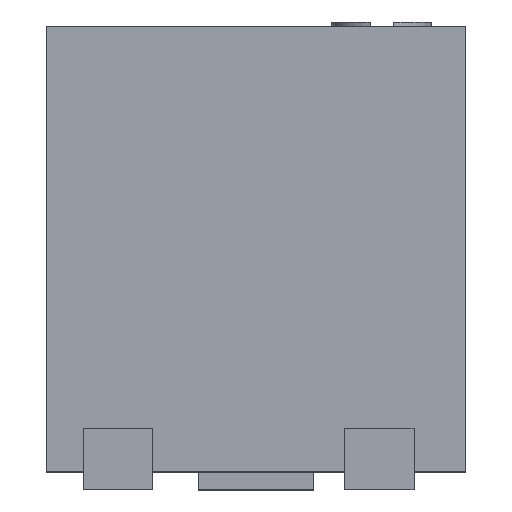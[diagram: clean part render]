
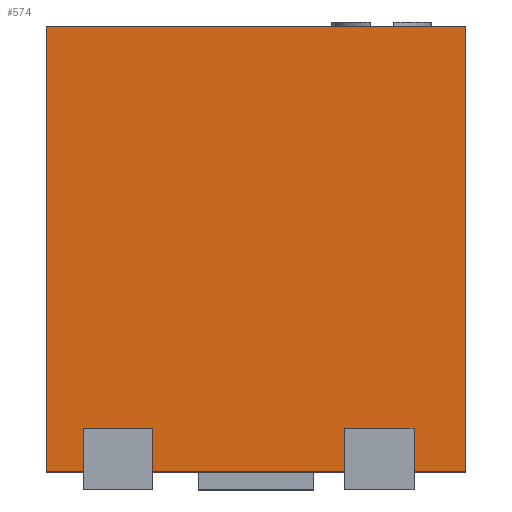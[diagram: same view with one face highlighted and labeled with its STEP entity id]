
A CAD part, top view. The second image highlights one B-rep face of the part: STEP entity #574.
In plain terms, the highlighted planar face has unit normal (0, 0, 1).
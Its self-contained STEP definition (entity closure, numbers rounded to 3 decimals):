
#24 = VERTEX_POINT ( 'NONE', #1413 ) ;
#29 = DIRECTION ( 'NONE',  ( 0., 1., 0. ) ) ;
#34 = ORIENTED_EDGE ( 'NONE', *, *, #318, .T. ) ;
#37 = VECTOR ( 'NONE', #838, 1000. ) ;
#47 = DIRECTION ( 'NONE',  ( 0., -1., 0. ) ) ;
#55 = EDGE_CURVE ( 'NONE', #24, #495, #291, .T. ) ;
#76 = VERTEX_POINT ( 'NONE', #645 ) ;
#85 = LINE ( 'NONE', #1489, #1444 ) ;
#90 = VERTEX_POINT ( 'NONE', #168 ) ;
#95 = VECTOR ( 'NONE', #1385, 1000. ) ;
#108 = VERTEX_POINT ( 'NONE', #1106 ) ;
#112 = ORIENTED_EDGE ( 'NONE', *, *, #523, .F. ) ;
#154 = CARTESIAN_POINT ( 'NONE',  ( -1.973, 0., 1.75 ) ) ;
#158 = LINE ( 'NONE', #1083, #555 ) ;
#161 = LINE ( 'NONE', #391, #1064 ) ;
#168 = CARTESIAN_POINT ( 'NONE',  ( 1.807, -2.05, 1.75 ) ) ;
#173 = CARTESIAN_POINT ( 'NONE',  ( -2.4, 2.55, 1.75 ) ) ;
#183 = CARTESIAN_POINT ( 'NONE',  ( -2.4, -2.55, 1.75 ) ) ;
#205 = LINE ( 'NONE', #1130, #1161 ) ;
#210 = EDGE_CURVE ( 'NONE', #1403, #763, #205, .T. ) ;
#220 = EDGE_CURVE ( 'NONE', #1047, #1403, #161, .T. ) ;
#227 = DIRECTION ( 'NONE',  ( -1., 0., 0. ) ) ;
#236 = CARTESIAN_POINT ( 'NONE',  ( 0., 0., 1.75 ) ) ;
#241 = CARTESIAN_POINT ( 'NONE',  ( -1.182, -2.55, 1.75 ) ) ;
#277 = VERTEX_POINT ( 'NONE', #183 ) ;
#291 = LINE ( 'NONE', #653, #878 ) ;
#318 = EDGE_CURVE ( 'NONE', #590, #108, #479, .T. ) ;
#379 = DIRECTION ( 'NONE',  ( 1., 0., 0. ) ) ;
#381 = EDGE_CURVE ( 'NONE', #1047, #90, #846, .T. ) ;
#391 = CARTESIAN_POINT ( 'NONE',  ( -2.4, -2.55, 1.75 ) ) ;
#401 = VECTOR ( 'NONE', #47, 1000. ) ;
#460 = DIRECTION ( 'NONE',  ( 1., 0., 0. ) ) ;
#472 = EDGE_CURVE ( 'NONE', #90, #719, #85, .T. ) ;
#473 = CARTESIAN_POINT ( 'NONE',  ( -2.4, -2.55, 1.75 ) ) ;
#479 = LINE ( 'NONE', #473, #1076 ) ;
#495 = VERTEX_POINT ( 'NONE', #1463 ) ;
#508 = DIRECTION ( 'NONE',  ( 0., -1., 0. ) ) ;
#517 = CARTESIAN_POINT ( 'NONE',  ( -2.4, 2.55, 1.75 ) ) ;
#523 = EDGE_CURVE ( 'NONE', #590, #24, #925, .T. ) ;
#537 = VECTOR ( 'NONE', #508, 1000. ) ;
#555 = VECTOR ( 'NONE', #1332, 1000. ) ;
#574 = ADVANCED_FACE ( 'NONE', ( #1409 ), #686, .T. ) ;
#590 = VERTEX_POINT ( 'NONE', #241 ) ;
#600 = CARTESIAN_POINT ( 'NONE',  ( -1.182, 0., 1.75 ) ) ;
#612 = CARTESIAN_POINT ( 'NONE',  ( 1.807, 0., 1.75 ) ) ;
#621 = CARTESIAN_POINT ( 'NONE',  ( 1.016, -2.05, 1.75 ) ) ;
#628 = CARTESIAN_POINT ( 'NONE',  ( -2.4, -2.55, 1.75 ) ) ;
#642 = ORIENTED_EDGE ( 'NONE', *, *, #381, .F. ) ;
#645 = CARTESIAN_POINT ( 'NONE',  ( -1.973, -2.55, 1.75 ) ) ;
#653 = CARTESIAN_POINT ( 'NONE',  ( 0., -2.05, 1.75 ) ) ;
#686 = PLANE ( 'NONE',  #896 ) ;
#696 = EDGE_CURVE ( 'NONE', #495, #76, #1107, .T. ) ;
#714 = CARTESIAN_POINT ( 'NONE',  ( 1.807, -2.55, 1.75 ) ) ;
#719 = VERTEX_POINT ( 'NONE', #621 ) ;
#742 = EDGE_CURVE ( 'NONE', #277, #76, #1414, .T. ) ;
#751 = EDGE_CURVE ( 'NONE', #719, #108, #1324, .T. ) ;
#763 = VERTEX_POINT ( 'NONE', #1357 ) ;
#822 = DIRECTION ( 'NONE',  ( 0., 1., 0. ) ) ;
#834 = DIRECTION ( 'NONE',  ( 1., 0., 0. ) ) ;
#838 = DIRECTION ( 'NONE',  ( 0., -1., 0. ) ) ;
#846 = LINE ( 'NONE', #612, #1122 ) ;
#878 = VECTOR ( 'NONE', #880, 1000. ) ;
#880 = DIRECTION ( 'NONE',  ( -1., 0., 0. ) ) ;
#895 = ORIENTED_EDGE ( 'NONE', *, *, #751, .F. ) ;
#896 = AXIS2_PLACEMENT_3D ( 'NONE', #236, #1042, #1188 ) ;
#925 = LINE ( 'NONE', #600, #95 ) ;
#969 = ORIENTED_EDGE ( 'NONE', *, *, #210, .T. ) ;
#1042 = DIRECTION ( 'NONE',  ( 0., 0., 1. ) ) ;
#1047 = VERTEX_POINT ( 'NONE', #714 ) ;
#1064 = VECTOR ( 'NONE', #379, 1000. ) ;
#1074 = ORIENTED_EDGE ( 'NONE', *, *, #742, .T. ) ;
#1076 = VECTOR ( 'NONE', #460, 1000. ) ;
#1083 = CARTESIAN_POINT ( 'NONE',  ( -2.4, 2.55, 1.75 ) ) ;
#1090 = LINE ( 'NONE', #173, #37 ) ;
#1096 = CARTESIAN_POINT ( 'NONE',  ( 1.016, 0., 1.75 ) ) ;
#1106 = CARTESIAN_POINT ( 'NONE',  ( 1.016, -2.55, 1.75 ) ) ;
#1107 = LINE ( 'NONE', #154, #537 ) ;
#1122 = VECTOR ( 'NONE', #29, 1000. ) ;
#1130 = CARTESIAN_POINT ( 'NONE',  ( 2.4, 2.55, 1.75 ) ) ;
#1155 = EDGE_LOOP ( 'NONE', ( #112, #34, #895, #1325, #642, #1236, #969, #1378, #1347, #1074, #1442, #1433 ) ) ;
#1161 = VECTOR ( 'NONE', #822, 1000. ) ;
#1188 = DIRECTION ( 'NONE',  ( 1., 0., 0. ) ) ;
#1236 = ORIENTED_EDGE ( 'NONE', *, *, #220, .T. ) ;
#1324 = LINE ( 'NONE', #1096, #401 ) ;
#1325 = ORIENTED_EDGE ( 'NONE', *, *, #472, .F. ) ;
#1332 = DIRECTION ( 'NONE',  ( -1., 0., 0. ) ) ;
#1347 = ORIENTED_EDGE ( 'NONE', *, *, #1443, .T. ) ;
#1357 = CARTESIAN_POINT ( 'NONE',  ( 2.4, 2.55, 1.75 ) ) ;
#1378 = ORIENTED_EDGE ( 'NONE', *, *, #1473, .T. ) ;
#1385 = DIRECTION ( 'NONE',  ( 0., 1., 0. ) ) ;
#1403 = VERTEX_POINT ( 'NONE', #1406 ) ;
#1406 = CARTESIAN_POINT ( 'NONE',  ( 2.4, -2.55, 1.75 ) ) ;
#1409 = FACE_OUTER_BOUND ( 'NONE', #1155, .T. ) ;
#1413 = CARTESIAN_POINT ( 'NONE',  ( -1.182, -2.05, 1.75 ) ) ;
#1414 = LINE ( 'NONE', #628, #1422 ) ;
#1422 = VECTOR ( 'NONE', #834, 1000. ) ;
#1433 = ORIENTED_EDGE ( 'NONE', *, *, #55, .F. ) ;
#1442 = ORIENTED_EDGE ( 'NONE', *, *, #696, .F. ) ;
#1443 = EDGE_CURVE ( 'NONE', #1488, #277, #1090, .T. ) ;
#1444 = VECTOR ( 'NONE', #227, 1000. ) ;
#1463 = CARTESIAN_POINT ( 'NONE',  ( -1.973, -2.05, 1.75 ) ) ;
#1473 = EDGE_CURVE ( 'NONE', #763, #1488, #158, .T. ) ;
#1488 = VERTEX_POINT ( 'NONE', #517 ) ;
#1489 = CARTESIAN_POINT ( 'NONE',  ( 0., -2.05, 1.75 ) ) ;
